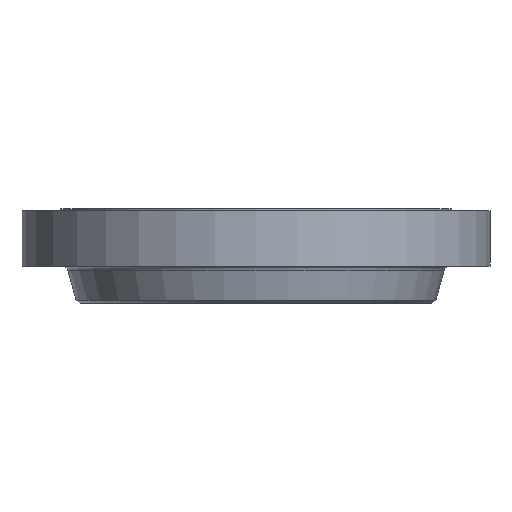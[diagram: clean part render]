
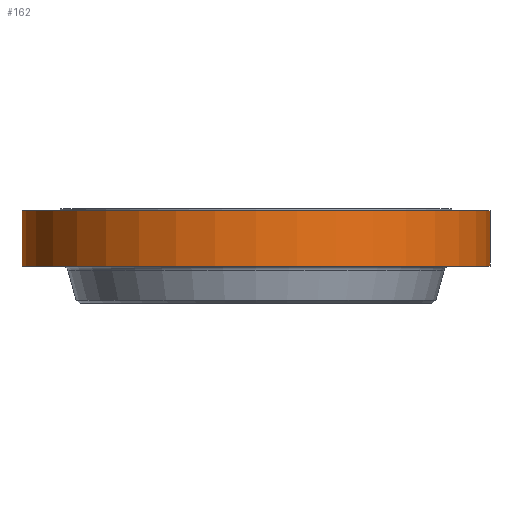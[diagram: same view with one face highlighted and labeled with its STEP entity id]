
A CAD part, front view. The second image highlights one B-rep face of the part: STEP entity #162.
In plain terms, the highlighted cylindrical face has radius 796.925 mm (diameter 1593.85 mm), a partial arc.
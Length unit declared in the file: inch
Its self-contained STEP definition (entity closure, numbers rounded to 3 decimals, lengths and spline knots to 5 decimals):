
#31 = CARTESIAN_POINT ( 'NONE',  ( -31.375, 0., 0. ) ) ;
#46 = DIRECTION ( 'NONE',  ( 0., 0., 1. ) ) ;
#50 = CARTESIAN_POINT ( 'NONE',  ( -31.375, 0., -7.6875 ) ) ;
#91 = AXIS2_PLACEMENT_3D ( 'NONE', #1628, #2328, #1393 ) ;
#162 = ADVANCED_FACE ( 'NONE', ( #480 ), #2035, .T. ) ;
#359 = ORIENTED_EDGE ( 'NONE', *, *, #1545, .T. ) ;
#427 = CARTESIAN_POINT ( 'NONE',  ( 31.375, 0., -7.6875 ) ) ;
#480 = FACE_OUTER_BOUND ( 'NONE', #2341, .T. ) ;
#511 = CARTESIAN_POINT ( 'NONE',  ( 31.375, 0., 0. ) ) ;
#566 = EDGE_CURVE ( 'NONE', #1499, #2159, #2730, .T. ) ;
#580 = VERTEX_POINT ( 'NONE', #2272 ) ;
#593 = EDGE_CURVE ( 'NONE', #2337, #580, #2703, .T. ) ;
#915 = CARTESIAN_POINT ( 'NONE',  ( 31.375, 0., -0.25 ) ) ;
#982 = CARTESIAN_POINT ( 'NONE',  ( 0., 0., -0.25 ) ) ;
#1146 = AXIS2_PLACEMENT_3D ( 'NONE', #1828, #46, #1349 ) ;
#1227 = EDGE_CURVE ( 'NONE', #580, #2159, #2695, .T. ) ;
#1323 = ORIENTED_EDGE ( 'NONE', *, *, #566, .T. ) ;
#1332 = CIRCLE ( 'NONE', #91, 31.375 ) ;
#1349 = DIRECTION ( 'NONE',  ( 1., 0., 0. ) ) ;
#1393 = DIRECTION ( 'NONE',  ( 1., 0., 0. ) ) ;
#1477 = VECTOR ( 'NONE', #2048, 39.37008 ) ;
#1499 = VERTEX_POINT ( 'NONE', #427 ) ;
#1545 = EDGE_CURVE ( 'NONE', #2337, #1499, #1332, .T. ) ;
#1558 = AXIS2_PLACEMENT_3D ( 'NONE', #982, #2800, #2520 ) ;
#1628 = CARTESIAN_POINT ( 'NONE',  ( 0., 0., -7.6875 ) ) ;
#1828 = CARTESIAN_POINT ( 'NONE',  ( 0., 0., 0. ) ) ;
#1829 = DIRECTION ( 'NONE',  ( 0., 0., 1. ) ) ;
#2035 = CYLINDRICAL_SURFACE ( 'NONE', #1146, 31.375 ) ;
#2048 = DIRECTION ( 'NONE',  ( 0., 0., 1. ) ) ;
#2159 = VERTEX_POINT ( 'NONE', #915 ) ;
#2231 = VECTOR ( 'NONE', #1829, 39.37008 ) ;
#2272 = CARTESIAN_POINT ( 'NONE',  ( -31.375, 0., -0.25 ) ) ;
#2328 = DIRECTION ( 'NONE',  ( 0., 0., 1. ) ) ;
#2330 = ORIENTED_EDGE ( 'NONE', *, *, #1227, .F. ) ;
#2337 = VERTEX_POINT ( 'NONE', #50 ) ;
#2341 = EDGE_LOOP ( 'NONE', ( #2364, #359, #1323, #2330 ) ) ;
#2364 = ORIENTED_EDGE ( 'NONE', *, *, #593, .F. ) ;
#2520 = DIRECTION ( 'NONE',  ( 1., 0., 0. ) ) ;
#2695 = CIRCLE ( 'NONE', #1558, 31.375 ) ;
#2703 = LINE ( 'NONE', #31, #1477 ) ;
#2730 = LINE ( 'NONE', #511, #2231 ) ;
#2800 = DIRECTION ( 'NONE',  ( 0., 0., 1. ) ) ;
